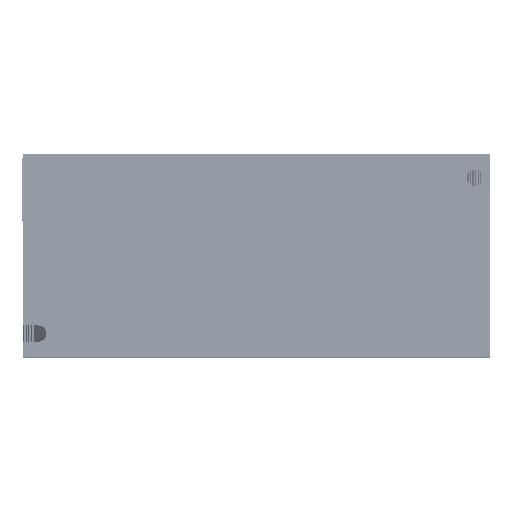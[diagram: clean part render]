
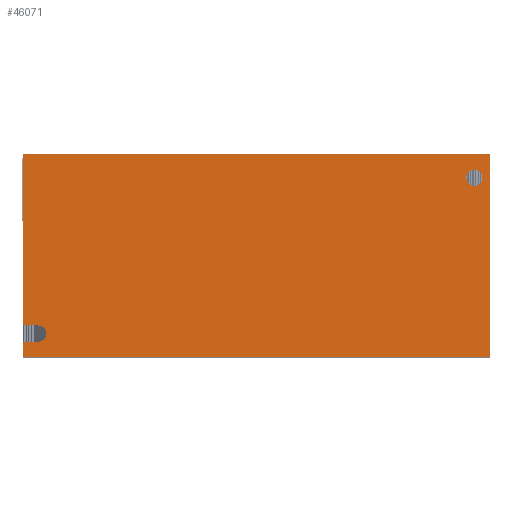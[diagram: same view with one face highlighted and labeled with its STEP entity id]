
A CAD part, top view. The second image highlights one B-rep face of the part: STEP entity #46071.
In plain terms, the highlighted planar face has unit normal (0, 0, 1).
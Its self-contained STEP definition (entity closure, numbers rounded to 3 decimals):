
#13503=DIRECTION('',(-1.,0.,0.));
#13504=VECTOR('',#13503,150.);
#13505=CARTESIAN_POINT('',(44.414,33.069,258.));
#13506=LINE('',#13505,#13504);
#15599=DIRECTION('',(0.,-1.,0.));
#15600=VECTOR('',#15599,65.);
#15601=CARTESIAN_POINT('',(44.414,33.069,258.));
#15602=LINE('',#15601,#15600);
#15603=CARTESIAN_POINT('',(-100.586,-24.431,258.));
#15604=DIRECTION('',(0.,0.,1.));
#15605=DIRECTION('',(0.,-1.,0.));
#15606=AXIS2_PLACEMENT_3D('',#15603,#15604,#15605);
#15608=CARTESIAN_POINT('',(-100.586,-24.431,258.));
#15609=DIRECTION('',(0.,0.,1.));
#15610=DIRECTION('',(1.,0.,0.));
#15611=AXIS2_PLACEMENT_3D('',#15608,#15609,#15610);
#15613=DIRECTION('',(-1.,0.,0.));
#15614=VECTOR('',#15613,5.);
#15615=CARTESIAN_POINT('',(-100.586,-21.831,258.));
#15616=LINE('',#15615,#15614);
#15617=DIRECTION('',(0.,1.,0.));
#15618=VECTOR('',#15617,54.9);
#15619=CARTESIAN_POINT('',(-105.586,-21.831,258.));
#15620=LINE('',#15619,#15618);
#15621=CARTESIAN_POINT('',(39.414,25.569,258.));
#15622=DIRECTION('',(0.,0.,1.));
#15623=DIRECTION('',(1.,0.,0.));
#15624=AXIS2_PLACEMENT_3D('',#15621,#15622,#15623);
#15626=CARTESIAN_POINT('',(39.414,25.569,258.));
#15627=DIRECTION('',(0.,0.,1.));
#15628=DIRECTION('',(-1.,0.,0.));
#15629=AXIS2_PLACEMENT_3D('',#15626,#15627,#15628);
#15631=DIRECTION('',(1.,0.,0.));
#15632=VECTOR('',#15631,150.);
#15633=CARTESIAN_POINT('',(-105.586,-31.931,258.));
#15634=LINE('',#15633,#15632);
#15691=DIRECTION('',(-1.,0.,0.));
#15692=VECTOR('',#15691,5.);
#15693=CARTESIAN_POINT('',(-100.586,-27.031,258.));
#15694=LINE('',#15693,#15692);
#15695=DIRECTION('',(0.,1.,0.));
#15696=VECTOR('',#15695,4.9);
#15697=CARTESIAN_POINT('',(-105.586,-31.931,258.));
#15698=LINE('',#15697,#15696);
#24793=CARTESIAN_POINT('',(-105.586,-21.831,258.));
#24794=CARTESIAN_POINT('',(-105.586,33.069,258.));
#24795=VERTEX_POINT('',#24793);
#24796=VERTEX_POINT('',#24794);
#25342=CARTESIAN_POINT('',(44.414,33.069,258.));
#25343=VERTEX_POINT('',#25342);
#25344=CARTESIAN_POINT('',(44.414,-31.931,258.));
#25345=VERTEX_POINT('',#25344);
#25933=CARTESIAN_POINT('',(-97.986,-24.431,258.));
#25934=VERTEX_POINT('',#25933);
#25935=CARTESIAN_POINT('',(-100.586,-27.031,258.));
#25936=VERTEX_POINT('',#25935);
#25937=CARTESIAN_POINT('',(-100.586,-21.831,258.));
#25938=VERTEX_POINT('',#25937);
#25939=CARTESIAN_POINT('',(-105.586,-27.031,258.));
#25940=VERTEX_POINT('',#25939);
#25941=CARTESIAN_POINT('',(-105.586,-31.931,258.));
#25942=VERTEX_POINT('',#25941);
#25943=CARTESIAN_POINT('',(42.014,25.569,258.));
#25944=CARTESIAN_POINT('',(36.814,25.569,258.));
#25945=VERTEX_POINT('',#25943);
#25946=VERTEX_POINT('',#25944);
#46043=CARTESIAN_POINT('',(-30.586,0.569,258.));
#46044=DIRECTION('',(0.,0.,1.));
#46045=DIRECTION('',(-1.,0.,0.));
#46046=AXIS2_PLACEMENT_3D('',#46043,#46044,#46045);
#46047=PLANE('',#46046);
#46048=ORIENTED_EDGE('',*,*,#43519,.F.);
#46049=ORIENTED_EDGE('',*,*,#35638,.T.);
#46051=ORIENTED_EDGE('',*,*,#46050,.F.);
#46053=ORIENTED_EDGE('',*,*,#46052,.T.);
#46055=ORIENTED_EDGE('',*,*,#46054,.F.);
#46057=ORIENTED_EDGE('',*,*,#46056,.T.);
#46059=ORIENTED_EDGE('',*,*,#46058,.T.);
#46061=ORIENTED_EDGE('',*,*,#46060,.T.);
#46062=ORIENTED_EDGE('',*,*,#31729,.T.);
#46063=EDGE_LOOP('',(#46048,#46049,#46051,#46053,#46055,#46057,#46059,#46061,
#46062));
#46064=FACE_OUTER_BOUND('',#46063,.F.);
#46066=ORIENTED_EDGE('',*,*,#46065,.T.);
#46068=ORIENTED_EDGE('',*,*,#46067,.T.);
#46069=EDGE_LOOP('',(#46066,#46068));
#46070=FACE_BOUND('',#46069,.F.);
#46071=ADVANCED_FACE('',(#46064,#46070),#46047,.T.);
#15607=CIRCLE('',#15606,2.6);
#15612=CIRCLE('',#15611,2.6);
#15625=CIRCLE('',#15624,2.6);
#15630=CIRCLE('',#15629,2.6);
#31729=EDGE_CURVE('',#24795,#24796,#15620,.T.);
#35638=EDGE_CURVE('',#25343,#25345,#15602,.T.);
#43519=EDGE_CURVE('',#25343,#24796,#13506,.T.);
#46050=EDGE_CURVE('',#25942,#25345,#15634,.T.);
#46052=EDGE_CURVE('',#25942,#25940,#15698,.T.);
#46054=EDGE_CURVE('',#25936,#25940,#15694,.T.);
#46056=EDGE_CURVE('',#25936,#25934,#15607,.T.);
#46058=EDGE_CURVE('',#25934,#25938,#15612,.T.);
#46060=EDGE_CURVE('',#25938,#24795,#15616,.T.);
#46065=EDGE_CURVE('',#25945,#25946,#15625,.T.);
#46067=EDGE_CURVE('',#25946,#25945,#15630,.T.);
